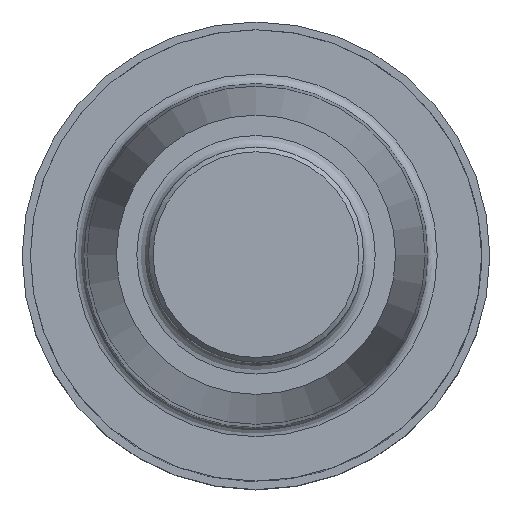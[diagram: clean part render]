
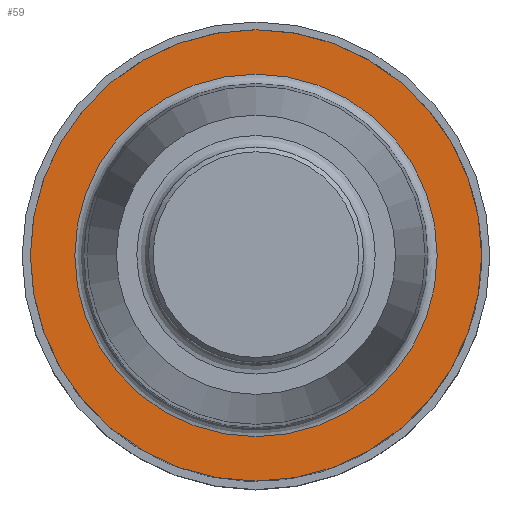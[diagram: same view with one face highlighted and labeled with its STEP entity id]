
A CAD part, top view. The second image highlights one B-rep face of the part: STEP entity #59.
In plain terms, the highlighted free-form (B-spline) face has degree [1, 1] with [2, 2] control points.
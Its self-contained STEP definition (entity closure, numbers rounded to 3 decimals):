
#8 = VERTEX_POINT('', #9);
#9 = CARTESIAN_POINT('', (-9.65, 0., 0.));
#34 = EDGE_CURVE('', #8, #8, #35, .T.);
#35 = CIRCLE('', #36, 9.65);
#36 = AXIS2_PLACEMENT_3D('', #37, #38, #39);
#37 = CARTESIAN_POINT('', (0., 0., 0.));
#38 = DIRECTION('', (0., 0., 1.));
#39 = DIRECTION('', (-1., 0., 0.));
#59 = ADVANCED_FACE('', (#60, #63), #74, .T.);
#60 = FACE_OUTER_BOUND('', #61, .T.);
#61 = EDGE_LOOP('', (#62));
#62 = ORIENTED_EDGE('', *, *, #34, .T.);
#63 = FACE_BOUND('', #64, .T.);
#64 = EDGE_LOOP('', (#65));
#65 = ORIENTED_EDGE('', *, *, #66, .T.);
#66 = EDGE_CURVE('', #67, #67, #69, .T.);
#67 = VERTEX_POINT('', #68);
#68 = CARTESIAN_POINT('', (7.75, 0., 0.));
#69 = CIRCLE('', #70, 7.75);
#70 = AXIS2_PLACEMENT_3D('', #71, #72, #73);
#71 = CARTESIAN_POINT('', (0., 0., 0.));
#72 = DIRECTION('', (0., 0., -1.));
#73 = DIRECTION('', (1., 0., 0.));
#74 = B_SPLINE_SURFACE_WITH_KNOTS('', 1, 1, ((#75, #76), (#77, #78)), .UNSPECIFIED., .F., .F., .U., (2, 2), (2, 2), (-19.301, 0.001), (-9.651, 9.651), .UNSPECIFIED.);
#75 = CARTESIAN_POINT('', (9.651, 9.651, 0.));
#76 = CARTESIAN_POINT('', (9.651, -9.651, 0.));
#77 = CARTESIAN_POINT('', (-9.651, 9.651, 0.));
#78 = CARTESIAN_POINT('', (-9.651, -9.651, 0.));
